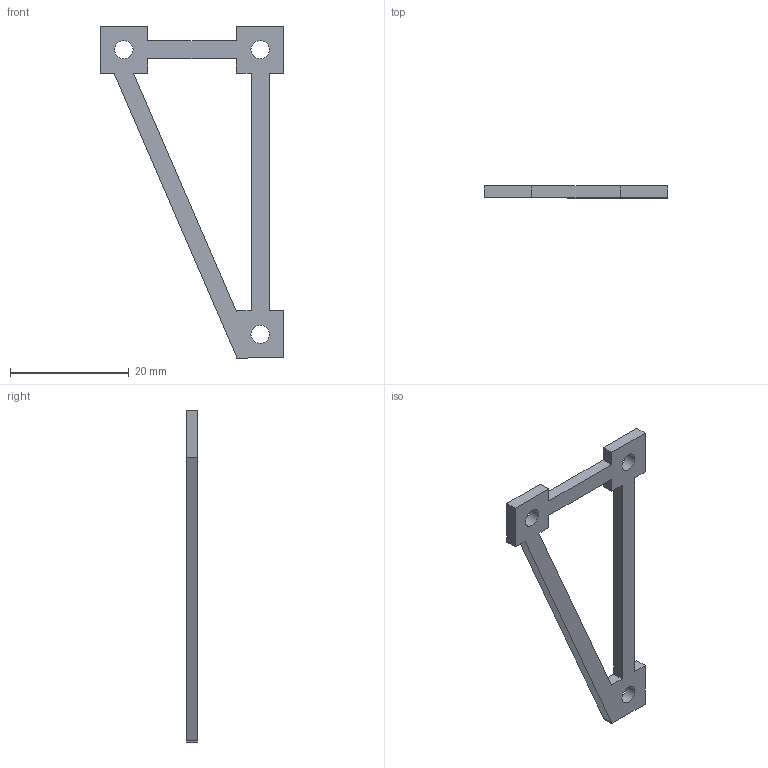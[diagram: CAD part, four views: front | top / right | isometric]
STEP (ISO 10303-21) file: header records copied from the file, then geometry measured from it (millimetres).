
FILE_DESCRIPTION(/* description */ (''),/* implementation_level */ '2;1');
FILE_NAME(/* name */ 'HexServoCoverV2.ipt.step',/* time_stamp */ '2024-02-27T11:29:15-06:00',/* author */ ('smz3rm'),/* organization */ (''),/* preprocessor_version */ 'ST-DEVELOPER v18',/* originating_system */ 'Autodesk Inventor 2020',/* authorisation */ '');
FILE_SCHEMA (('AUTOMOTIVE_DESIGN { 1 0 10303 214 3 1 1 }'));
Length unit declared in the file: millimetre
Products named in the file (1): HexServoCoverV2
Bounding box: 31 x 2 x 56 mm (x, y, z)
Volume: 956.3 mm3; surface area: 1572.7 mm2
Topology: 1 solids, 1 shells, 29 faces, 81 edges, 54 vertices
Faces by surface type: plane 26, cylinder 3
Full cylindrical faces by diameter (mm): 3.1 x3
Entity records: 978 total; most frequent: CARTESIAN_POINT 165, ORIENTED_EDGE 162, DIRECTION 147, EDGE_CURVE 81, LINE 75, VECTOR 75, VERTEX_POINT 54, EDGE_LOOP 37
